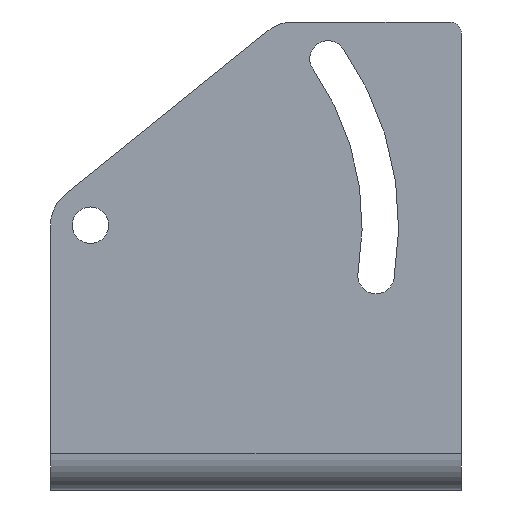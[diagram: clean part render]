
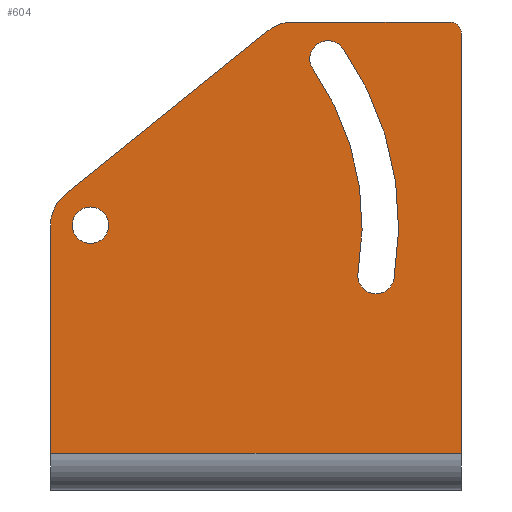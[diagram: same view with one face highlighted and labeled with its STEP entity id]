
A CAD part, left-side view. The second image highlights one B-rep face of the part: STEP entity #604.
In plain terms, the highlighted face is planar.
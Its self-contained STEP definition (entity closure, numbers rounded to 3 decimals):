
#70=CARTESIAN_POINT('',(-2.7,14.5,-1.2));
#71=DIRECTION('',(0.,0.,1.));
#72=DIRECTION('',(-0.574,-0.819,0.));
#73=AXIS2_PLACEMENT_3D('',#70,#71,#72);
#75=CARTESIAN_POINT('',(1.711,-10.514,-1.2));
#76=DIRECTION('',(0.,0.,1.));
#77=DIRECTION('',(0.174,-0.985,0.));
#78=AXIS2_PLACEMENT_3D('',#75,#76,#77);
#80=CARTESIAN_POINT('',(-2.7,14.5,-1.2));
#81=DIRECTION('',(0.,0.,1.));
#82=DIRECTION('',(-0.574,-0.819,0.));
#83=AXIS2_PLACEMENT_3D('',#80,#81,#82);
#85=CARTESIAN_POINT('',(-17.269,-6.306,-1.2));
#86=DIRECTION('',(0.,0.,1.));
#87=DIRECTION('',(0.574,0.819,0.));
#88=AXIS2_PLACEMENT_3D('',#85,#86,#87);
#90=CARTESIAN_POINT('',(-2.7,14.5,-1.2));
#91=DIRECTION('',(0.,0.,1.));
#92=DIRECTION('',(-1.,0.,0.));
#93=AXIS2_PLACEMENT_3D('',#90,#91,#92);
#95=CARTESIAN_POINT('',(-2.7,14.5,-1.2));
#96=DIRECTION('',(0.,0.,1.));
#97=DIRECTION('',(1.,0.,0.));
#98=AXIS2_PLACEMENT_3D('',#95,#96,#97);
#100=DIRECTION('',(-0.628,-0.778,0.));
#101=VECTOR('',#100,22.782);
#102=CARTESIAN_POINT('',(-5.425,16.697,-1.2));
#103=LINE('',#102,#101);
#104=CARTESIAN_POINT('',(-17.,-3.235,-1.2));
#105=DIRECTION('',(0.,0.,-1.));
#106=DIRECTION('',(-1.,0.,0.));
#107=AXIS2_PLACEMENT_3D('',#104,#105,#106);
#109=DIRECTION('',(0.,-1.,0.));
#110=VECTOR('',#109,13.765);
#111=CARTESIAN_POINT('',(-20.5,-3.235,-1.2));
#112=LINE('',#111,#110);
#113=CARTESIAN_POINT('',(-19.5,-17.,-1.2));
#114=DIRECTION('',(0.,0.,-1.));
#115=DIRECTION('',(0.,-1.,0.));
#116=AXIS2_PLACEMENT_3D('',#113,#114,#115);
#118=DIRECTION('',(1.,0.,0.));
#119=VECTOR('',#118,36.8);
#120=CARTESIAN_POINT('',(-19.5,-18.,-1.2));
#121=LINE('',#120,#119);
#122=DIRECTION('',(-1.,0.,0.));
#123=VECTOR('',#122,20.);
#124=CARTESIAN_POINT('',(17.3,18.,-1.2));
#125=LINE('',#124,#123);
#126=CARTESIAN_POINT('',(-2.7,14.5,-1.2));
#127=DIRECTION('',(0.,0.,1.));
#128=DIRECTION('',(0.,1.,0.));
#129=AXIS2_PLACEMENT_3D('',#126,#127,#128);
#176=DIRECTION('',(0.,-1.,0.));
#177=VECTOR('',#176,36.);
#178=CARTESIAN_POINT('',(17.3,18.,-1.2));
#179=LINE('',#178,#177);
#391=CARTESIAN_POINT('',(17.3,18.,-1.2));
#392=VERTEX_POINT('',#391);
#393=CARTESIAN_POINT('',(17.3,-18.,-1.2));
#394=VERTEX_POINT('',#393);
#405=CARTESIAN_POINT('',(-2.7,18.,-1.2));
#406=VERTEX_POINT('',#405);
#427=CARTESIAN_POINT('',(-5.425,16.697,-1.2));
#428=CARTESIAN_POINT('',(-19.725,-1.038,-1.2));
#429=VERTEX_POINT('',#427);
#430=VERTEX_POINT('',#428);
#435=CARTESIAN_POINT('',(-19.5,-18.,-1.2));
#436=VERTEX_POINT('',#435);
#437=CARTESIAN_POINT('',(-20.5,-17.,-1.2));
#438=VERTEX_POINT('',#437);
#483=CARTESIAN_POINT('',(-4.3,14.5,-1.2));
#484=CARTESIAN_POINT('',(-1.1,14.5,-1.2));
#485=VERTEX_POINT('',#483);
#486=VERTEX_POINT('',#484);
#487=CARTESIAN_POINT('',(-16.351,-4.996,-1.2));
#488=CARTESIAN_POINT('',(1.433,-8.938,-1.2));
#489=VERTEX_POINT('',#487);
#490=VERTEX_POINT('',#488);
#491=CARTESIAN_POINT('',(1.989,-12.09,-1.2));
#492=VERTEX_POINT('',#491);
#493=CARTESIAN_POINT('',(-18.187,-7.617,-1.2));
#494=VERTEX_POINT('',#493);
#497=CARTESIAN_POINT('',(-20.5,-3.235,-1.2));
#498=VERTEX_POINT('',#497);
#567=CARTESIAN_POINT('',(0.,0.,-1.2));
#568=DIRECTION('',(0.,0.,1.));
#569=DIRECTION('',(1.,0.,0.));
#570=AXIS2_PLACEMENT_3D('',#567,#568,#569);
#571=PLANE('',#570);
#573=ORIENTED_EDGE('',*,*,#572,.T.);
#575=ORIENTED_EDGE('',*,*,#574,.F.);
#577=ORIENTED_EDGE('',*,*,#576,.T.);
#579=ORIENTED_EDGE('',*,*,#578,.F.);
#581=ORIENTED_EDGE('',*,*,#580,.T.);
#583=ORIENTED_EDGE('',*,*,#582,.F.);
#585=ORIENTED_EDGE('',*,*,#584,.T.);
#587=ORIENTED_EDGE('',*,*,#586,.T.);
#588=EDGE_LOOP('',(#573,#575,#577,#579,#581,#583,#585,#587));
#589=FACE_OUTER_BOUND('',#588,.F.);
#590=ORIENTED_EDGE('',*,*,#547,.F.);
#591=ORIENTED_EDGE('',*,*,#561,.F.);
#592=EDGE_LOOP('',(#590,#591));
#593=FACE_BOUND('',#592,.F.);
#595=ORIENTED_EDGE('',*,*,#594,.T.);
#597=ORIENTED_EDGE('',*,*,#596,.F.);
#599=ORIENTED_EDGE('',*,*,#598,.F.);
#601=ORIENTED_EDGE('',*,*,#600,.F.);
#602=EDGE_LOOP('',(#595,#597,#599,#601));
#603=FACE_BOUND('',#602,.F.);
#604=ADVANCED_FACE('',(#589,#593,#603),#571,.F.);
#74=CIRCLE('',#73,23.8);
#79=CIRCLE('',#78,1.6);
#84=CIRCLE('',#83,27.);
#89=CIRCLE('',#88,1.6);
#94=CIRCLE('',#93,1.6);
#99=CIRCLE('',#98,1.6);
#108=CIRCLE('',#107,3.5);
#117=CIRCLE('',#116,1.);
#130=CIRCLE('',#129,3.5);
#547=EDGE_CURVE('',#485,#486,#94,.T.);
#561=EDGE_CURVE('',#486,#485,#99,.T.);
#572=EDGE_CURVE('',#429,#430,#103,.T.);
#574=EDGE_CURVE('',#498,#430,#108,.T.);
#576=EDGE_CURVE('',#498,#438,#112,.T.);
#578=EDGE_CURVE('',#436,#438,#117,.T.);
#580=EDGE_CURVE('',#436,#394,#121,.T.);
#582=EDGE_CURVE('',#392,#394,#179,.T.);
#584=EDGE_CURVE('',#392,#406,#125,.T.);
#586=EDGE_CURVE('',#406,#429,#130,.T.);
#594=EDGE_CURVE('',#489,#490,#74,.T.);
#596=EDGE_CURVE('',#492,#490,#79,.T.);
#598=EDGE_CURVE('',#494,#492,#84,.T.);
#600=EDGE_CURVE('',#489,#494,#89,.T.);
